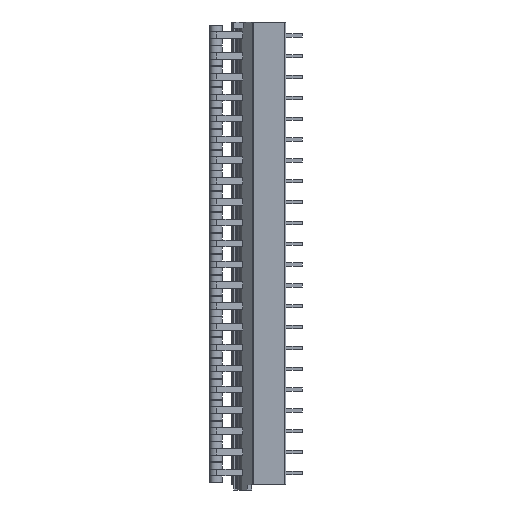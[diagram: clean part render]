
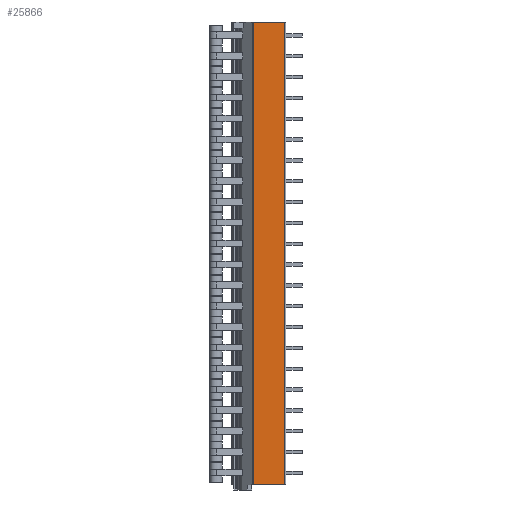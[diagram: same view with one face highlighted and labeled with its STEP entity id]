
A CAD part, left-side view. The second image highlights one B-rep face of the part: STEP entity #25866.
In plain terms, the highlighted planar face has unit normal (-1, 0, 0).
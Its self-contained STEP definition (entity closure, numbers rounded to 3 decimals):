
#30=DIRECTION('',(0.,-1.,0.));
#31=VECTOR('',#30,7.471);
#32=CARTESIAN_POINT('',(0.,7.671,-107.8));
#33=LINE('',#32,#31);
#310=DIRECTION('',(0.,-1.,0.));
#311=VECTOR('',#310,7.471);
#312=CARTESIAN_POINT('',(0.,7.671,3.2));
#313=LINE('',#312,#311);
#691=DIRECTION('',(0.,0.,1.));
#692=VECTOR('',#691,111.);
#693=CARTESIAN_POINT('',(0.,7.671,-107.8));
#694=LINE('',#693,#692);
#695=DIRECTION('',(0.,0.,1.));
#696=VECTOR('',#695,111.);
#697=CARTESIAN_POINT('',(0.,0.2,-107.8));
#698=LINE('',#697,#696);
#20424=CARTESIAN_POINT('',(0.,7.671,-107.8));
#20426=VERTEX_POINT('',#20424);
#20427=CARTESIAN_POINT('',(0.,0.2,-107.8));
#20428=VERTEX_POINT('',#20427);
#20544=CARTESIAN_POINT('',(0.,7.671,3.2));
#20546=VERTEX_POINT('',#20544);
#20547=CARTESIAN_POINT('',(0.,0.2,3.2));
#20548=VERTEX_POINT('',#20547);
#25854=CARTESIAN_POINT('',(0.,7.671,-107.8));
#25855=DIRECTION('',(-1.,0.,0.));
#25856=DIRECTION('',(0.,-1.,0.));
#25857=AXIS2_PLACEMENT_3D('',#25854,#25855,#25856);
#25858=PLANE('',#25857);
#25859=ORIENTED_EDGE('',*,*,#25848,.T.);
#25860=ORIENTED_EDGE('',*,*,#25622,.T.);
#25862=ORIENTED_EDGE('',*,*,#25861,.F.);
#25863=ORIENTED_EDGE('',*,*,#25422,.F.);
#25864=EDGE_LOOP('',(#25859,#25860,#25862,#25863));
#25865=FACE_OUTER_BOUND('',#25864,.F.);
#25866=ADVANCED_FACE('',(#25865),#25858,.T.);
#25422=EDGE_CURVE('',#20426,#20428,#33,.T.);
#25622=EDGE_CURVE('',#20546,#20548,#313,.T.);
#25848=EDGE_CURVE('',#20426,#20546,#694,.T.);
#25861=EDGE_CURVE('',#20428,#20548,#698,.T.);
